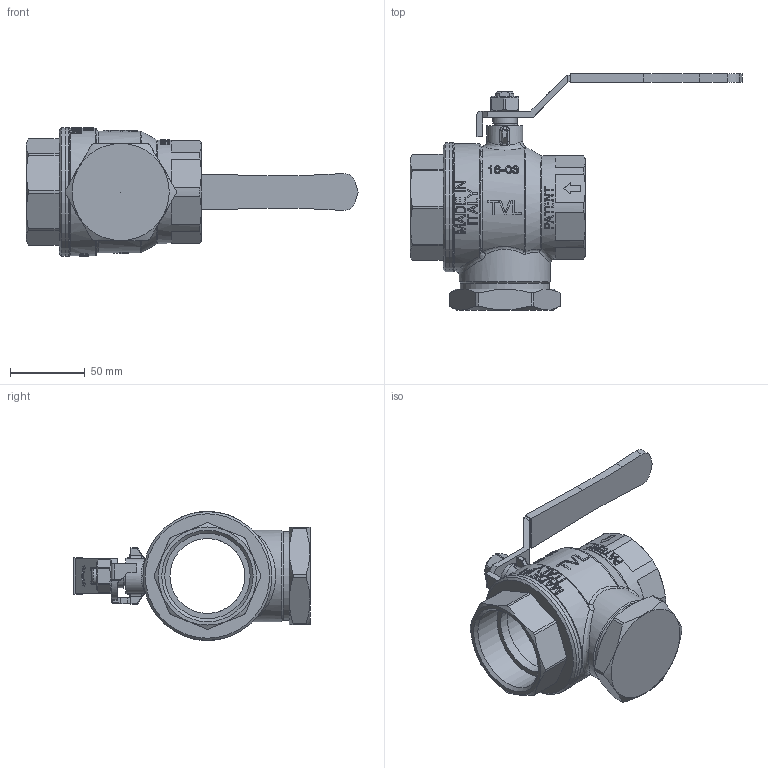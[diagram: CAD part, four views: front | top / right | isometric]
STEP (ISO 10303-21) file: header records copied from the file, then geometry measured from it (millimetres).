
FILE_DESCRIPTION(/* description */ ('VALVOLA A SFERA CON FILTRO ART.140 DA 2" - LEVA NERA'),/* implementation_level */ '2;1');
FILE_NAME(/* name */ '190I00.stp',/* time_stamp */ '2020-07-22T13:36:42+02:00',/* author */ ('collas'),/* organization */ (''),/* preprocessor_version */ 'ST-DEVELOPER v17.2',/* originating_system */ 'Autodesk Inventor 2019',/* authorisation */ '');
FILE_SCHEMA (('AUTOMOTIVE_DESIGN { 1 0 10303 214 3 1 1 }'));
Length unit declared in the file: millimetre
Products named in the file (7): 014016N; CL30014016; AS33000915A; ML30114016; LE32500315N; DA32400210; TA32714016
Assembly tree (6 placements, depth 2):
  014016N
    CL30014016
    AS33000915A
    ML30114016
    LE32500315N
    DA32400210
    TA32714016
Bounding box: 221.53 x 157.6 x 86 mm (x, y, z)
Volume: 365735.3 mm3; surface area: 101116.4 mm2
Topology: 6 solids, 6 shells, 808 faces, 2149 edges, 1418 vertices
Faces by surface type: plane 367, bspline 274, cylinder 128, cone 23, sphere 8, torus 8
Full cylindrical faces by diameter (mm): 5.8 x1, 11.5 x1, 13.3 x1, 16.15 x2, 24 x1, 46 x1, 47.7 x1, 50 x2, 56.8 x1, 57 x2, 59.4 x1, 61 x1, 69 x1, 77.8 x1, 85 x1, 86 x2
Entity records: 32602 total; most frequent: CARTESIAN_POINT 13079, ORIENTED_EDGE 4288, DIRECTION 3190, EDGE_CURVE 2144, VERTEX_POINT 1418, AXIS2_PLACEMENT_3D 1080, LINE 1030, VECTOR 1030
